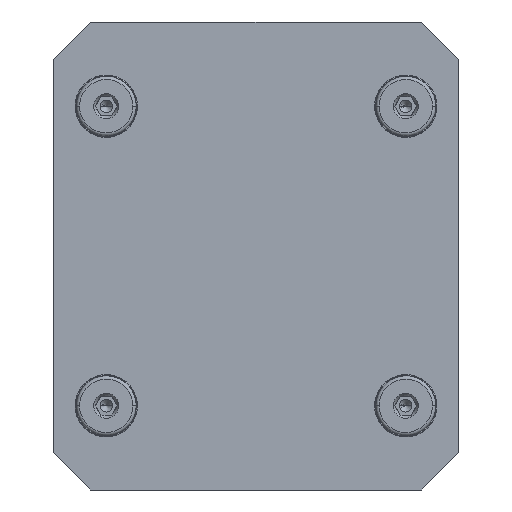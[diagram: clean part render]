
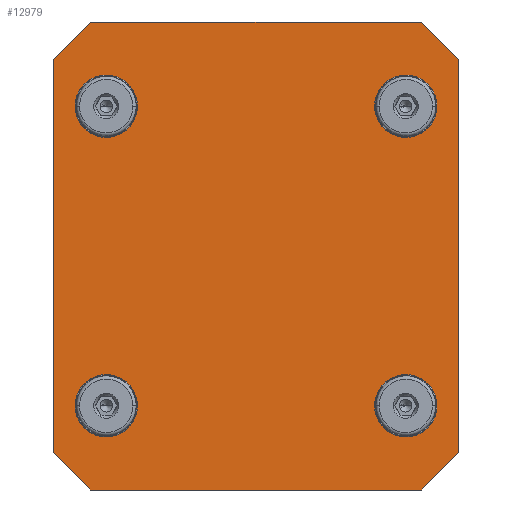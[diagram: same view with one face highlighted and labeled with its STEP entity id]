
A CAD part, front view. The second image highlights one B-rep face of the part: STEP entity #12979.
In plain terms, the highlighted planar face has unit normal (0, -1, 0).
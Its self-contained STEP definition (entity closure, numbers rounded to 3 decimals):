
#885=DIRECTION('',(1.,0.,0.));
#886=VECTOR('',#885,106.);
#887=CARTESIAN_POINT('',(-53.,-50.,-75.));
#888=LINE('',#887,#886);
#929=DIRECTION('',(0.,0.,-1.));
#930=VECTOR('',#929,126.);
#931=CARTESIAN_POINT('',(-65.,-50.,63.));
#932=LINE('',#931,#930);
#993=DIRECTION('',(-1.,0.,0.));
#994=VECTOR('',#993,106.);
#995=CARTESIAN_POINT('',(53.,-50.,75.));
#996=LINE('',#995,#994);
#1093=DIRECTION('',(0.707,0.,-0.707));
#1094=VECTOR('',#1093,16.971);
#1095=CARTESIAN_POINT('',(53.,-50.,75.));
#1096=LINE('',#1095,#1094);
#1097=DIRECTION('',(0.,0.,-1.));
#1098=VECTOR('',#1097,126.);
#1099=CARTESIAN_POINT('',(65.,-50.,63.));
#1100=LINE('',#1099,#1098);
#1101=DIRECTION('',(-0.707,0.,-0.707));
#1102=VECTOR('',#1101,16.971);
#1103=CARTESIAN_POINT('',(65.,-50.,-63.));
#1104=LINE('',#1103,#1102);
#1105=DIRECTION('',(-0.707,0.,0.707));
#1106=VECTOR('',#1105,16.971);
#1107=CARTESIAN_POINT('',(-53.,-50.,-75.));
#1108=LINE('',#1107,#1106);
#1109=DIRECTION('',(0.707,0.,0.707));
#1110=VECTOR('',#1109,16.971);
#1111=CARTESIAN_POINT('',(-65.,-50.,63.));
#1112=LINE('',#1111,#1110);
#1113=CARTESIAN_POINT('',(-48.,-50.,48.));
#1114=DIRECTION('',(0.,-1.,0.));
#1115=DIRECTION('',(1.,0.,0.));
#1116=AXIS2_PLACEMENT_3D('',#1113,#1114,#1115);
#1118=CARTESIAN_POINT('',(-48.,-50.,48.));
#1119=DIRECTION('',(0.,-1.,0.));
#1120=DIRECTION('',(-1.,0.,0.));
#1121=AXIS2_PLACEMENT_3D('',#1118,#1119,#1120);
#1123=CARTESIAN_POINT('',(48.,-50.,48.));
#1124=DIRECTION('',(0.,-1.,0.));
#1125=DIRECTION('',(1.,0.,0.));
#1126=AXIS2_PLACEMENT_3D('',#1123,#1124,#1125);
#1128=CARTESIAN_POINT('',(48.,-50.,48.));
#1129=DIRECTION('',(0.,-1.,0.));
#1130=DIRECTION('',(-1.,0.,0.));
#1131=AXIS2_PLACEMENT_3D('',#1128,#1129,#1130);
#1133=CARTESIAN_POINT('',(-48.,-50.,-48.));
#1134=DIRECTION('',(0.,-1.,0.));
#1135=DIRECTION('',(1.,0.,0.));
#1136=AXIS2_PLACEMENT_3D('',#1133,#1134,#1135);
#1138=CARTESIAN_POINT('',(-48.,-50.,-48.));
#1139=DIRECTION('',(0.,-1.,0.));
#1140=DIRECTION('',(-1.,0.,0.));
#1141=AXIS2_PLACEMENT_3D('',#1138,#1139,#1140);
#1143=CARTESIAN_POINT('',(48.,-50.,-48.));
#1144=DIRECTION('',(0.,-1.,0.));
#1145=DIRECTION('',(1.,0.,0.));
#1146=AXIS2_PLACEMENT_3D('',#1143,#1144,#1145);
#1148=CARTESIAN_POINT('',(48.,-50.,-48.));
#1149=DIRECTION('',(0.,-1.,0.));
#1150=DIRECTION('',(-1.,0.,0.));
#1151=AXIS2_PLACEMENT_3D('',#1148,#1149,#1150);
#9670=CARTESIAN_POINT('',(-53.,-50.,-75.));
#9672=VERTEX_POINT('',#9670);
#9673=CARTESIAN_POINT('',(53.,-50.,-75.));
#9674=VERTEX_POINT('',#9673);
#9679=CARTESIAN_POINT('',(-65.,-50.,-63.));
#9681=VERTEX_POINT('',#9679);
#9684=CARTESIAN_POINT('',(-65.,-50.,63.));
#9686=VERTEX_POINT('',#9684);
#9712=CARTESIAN_POINT('',(-53.,-50.,75.));
#9714=VERTEX_POINT('',#9712);
#9716=CARTESIAN_POINT('',(53.,-50.,75.));
#9718=VERTEX_POINT('',#9716);
#9736=CARTESIAN_POINT('',(65.,-50.,63.));
#9738=VERTEX_POINT('',#9736);
#9740=CARTESIAN_POINT('',(65.,-50.,-63.));
#9742=VERTEX_POINT('',#9740);
#9767=CARTESIAN_POINT('',(-40.,-50.,48.));
#9768=CARTESIAN_POINT('',(-56.,-50.,48.));
#9769=VERTEX_POINT('',#9767);
#9770=VERTEX_POINT('',#9768);
#9771=CARTESIAN_POINT('',(56.,-50.,48.));
#9772=CARTESIAN_POINT('',(40.,-50.,48.));
#9773=VERTEX_POINT('',#9771);
#9774=VERTEX_POINT('',#9772);
#9775=CARTESIAN_POINT('',(-40.,-50.,-48.));
#9776=CARTESIAN_POINT('',(-56.,-50.,-48.));
#9777=VERTEX_POINT('',#9775);
#9778=VERTEX_POINT('',#9776);
#9779=CARTESIAN_POINT('',(56.,-50.,-48.));
#9780=CARTESIAN_POINT('',(40.,-50.,-48.));
#9781=VERTEX_POINT('',#9779);
#9782=VERTEX_POINT('',#9780);
#12940=CARTESIAN_POINT('',(0.,-50.,0.));
#12941=DIRECTION('',(0.,1.,0.));
#12942=DIRECTION('',(1.,0.,0.));
#12943=AXIS2_PLACEMENT_3D('',#12940,#12941,#12942);
#12944=PLANE('',#12943);
#12945=ORIENTED_EDGE('',*,*,#12877,.T.);
#12946=ORIENTED_EDGE('',*,*,#12892,.T.);
#12947=ORIENTED_EDGE('',*,*,#12932,.T.);
#12948=ORIENTED_EDGE('',*,*,#12747,.F.);
#12949=ORIENTED_EDGE('',*,*,#12773,.T.);
#12950=ORIENTED_EDGE('',*,*,#12788,.F.);
#12951=ORIENTED_EDGE('',*,*,#12829,.T.);
#12952=ORIENTED_EDGE('',*,*,#12844,.F.);
#12953=EDGE_LOOP('',(#12945,#12946,#12947,#12948,#12949,#12950,#12951,#12952));
#12954=FACE_OUTER_BOUND('',#12953,.F.);
#12956=ORIENTED_EDGE('',*,*,#12955,.T.);
#12958=ORIENTED_EDGE('',*,*,#12957,.T.);
#12959=EDGE_LOOP('',(#12956,#12958));
#12960=FACE_BOUND('',#12959,.F.);
#12962=ORIENTED_EDGE('',*,*,#12961,.T.);
#12964=ORIENTED_EDGE('',*,*,#12963,.T.);
#12965=EDGE_LOOP('',(#12962,#12964));
#12966=FACE_BOUND('',#12965,.F.);
#12968=ORIENTED_EDGE('',*,*,#12967,.T.);
#12970=ORIENTED_EDGE('',*,*,#12969,.T.);
#12971=EDGE_LOOP('',(#12968,#12970));
#12972=FACE_BOUND('',#12971,.F.);
#12974=ORIENTED_EDGE('',*,*,#12973,.T.);
#12976=ORIENTED_EDGE('',*,*,#12975,.T.);
#12977=EDGE_LOOP('',(#12974,#12976));
#12978=FACE_BOUND('',#12977,.F.);
#1117=CIRCLE('',#1116,8.);
#1122=CIRCLE('',#1121,8.);
#1127=CIRCLE('',#1126,8.);
#1132=CIRCLE('',#1131,8.);
#1137=CIRCLE('',#1136,8.);
#1142=CIRCLE('',#1141,8.);
#1147=CIRCLE('',#1146,8.);
#1152=CIRCLE('',#1151,8.);
#12747=EDGE_CURVE('',#9672,#9674,#888,.T.);
#12773=EDGE_CURVE('',#9672,#9681,#1108,.T.);
#12788=EDGE_CURVE('',#9686,#9681,#932,.T.);
#12829=EDGE_CURVE('',#9686,#9714,#1112,.T.);
#12844=EDGE_CURVE('',#9718,#9714,#996,.T.);
#12877=EDGE_CURVE('',#9718,#9738,#1096,.T.);
#12892=EDGE_CURVE('',#9738,#9742,#1100,.T.);
#12932=EDGE_CURVE('',#9742,#9674,#1104,.T.);
#12955=EDGE_CURVE('',#9769,#9770,#1117,.T.);
#12957=EDGE_CURVE('',#9770,#9769,#1122,.T.);
#12961=EDGE_CURVE('',#9773,#9774,#1127,.T.);
#12963=EDGE_CURVE('',#9774,#9773,#1132,.T.);
#12967=EDGE_CURVE('',#9777,#9778,#1137,.T.);
#12969=EDGE_CURVE('',#9778,#9777,#1142,.T.);
#12973=EDGE_CURVE('',#9781,#9782,#1147,.T.);
#12975=EDGE_CURVE('',#9782,#9781,#1152,.T.);
#12979=ADVANCED_FACE('',(#12954,#12960,#12966,#12972,#12978),#12944,.F.);
